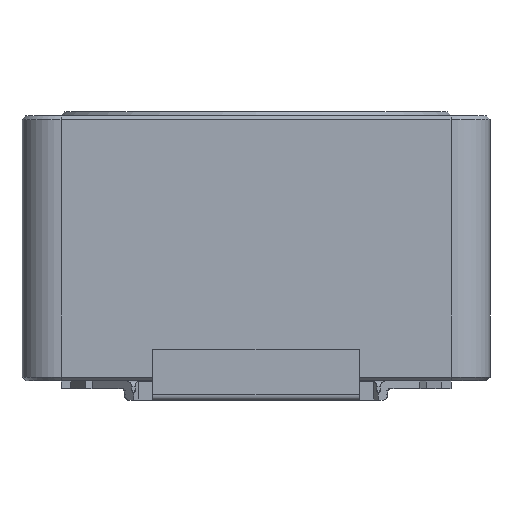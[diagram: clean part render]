
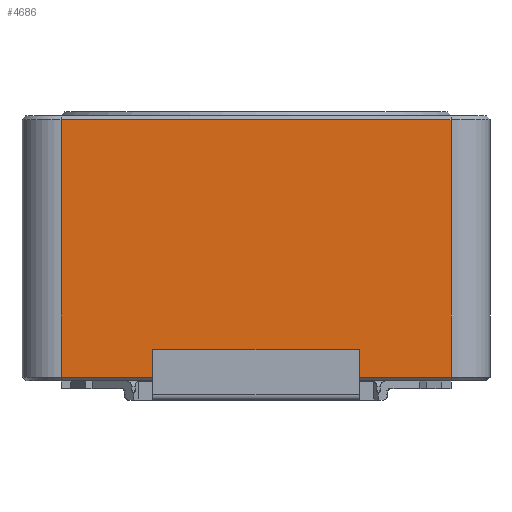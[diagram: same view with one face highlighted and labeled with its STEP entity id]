
A CAD part, front view. The second image highlights one B-rep face of the part: STEP entity #4686.
In plain terms, the highlighted face is planar.
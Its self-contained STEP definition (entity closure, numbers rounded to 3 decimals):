
#365=FACE_OUTER_BOUND('',#625,.T.);
#625=EDGE_LOOP('',(#2911,#2912,#2913,#2914,#2915,#2916,#2917,#2918));
#897=LINE('',#6714,#1349);
#898=LINE('',#6716,#1350);
#899=LINE('',#6718,#1351);
#900=LINE('',#6720,#1352);
#901=LINE('',#6722,#1353);
#902=LINE('',#6724,#1354);
#903=LINE('',#6726,#1355);
#904=LINE('',#6727,#1356);
#1349=VECTOR('',#5401,1.);
#1350=VECTOR('',#5402,1.);
#1351=VECTOR('',#5403,1.);
#1352=VECTOR('',#5404,1.);
#1353=VECTOR('',#5405,1.);
#1354=VECTOR('',#5406,1.);
#1355=VECTOR('',#5407,1.);
#1356=VECTOR('',#5408,1.);
#1801=VERTEX_POINT('',#6712);
#1802=VERTEX_POINT('',#6713);
#1803=VERTEX_POINT('',#6715);
#1804=VERTEX_POINT('',#6717);
#1805=VERTEX_POINT('',#6719);
#1806=VERTEX_POINT('',#6721);
#1807=VERTEX_POINT('',#6723);
#1808=VERTEX_POINT('',#6725);
#2234=EDGE_CURVE('',#1801,#1802,#897,.T.);
#2235=EDGE_CURVE('',#1801,#1803,#898,.T.);
#2236=EDGE_CURVE('',#1803,#1804,#899,.T.);
#2237=EDGE_CURVE('',#1805,#1804,#900,.T.);
#2238=EDGE_CURVE('',#1806,#1805,#901,.T.);
#2239=EDGE_CURVE('',#1807,#1806,#902,.T.);
#2240=EDGE_CURVE('',#1808,#1807,#903,.T.);
#2241=EDGE_CURVE('',#1802,#1808,#904,.T.);
#2911=ORIENTED_EDGE('',*,*,#2234,.F.);
#2912=ORIENTED_EDGE('',*,*,#2235,.T.);
#2913=ORIENTED_EDGE('',*,*,#2236,.T.);
#2914=ORIENTED_EDGE('',*,*,#2237,.F.);
#2915=ORIENTED_EDGE('',*,*,#2238,.F.);
#2916=ORIENTED_EDGE('',*,*,#2239,.F.);
#2917=ORIENTED_EDGE('',*,*,#2240,.F.);
#2918=ORIENTED_EDGE('',*,*,#2241,.F.);
#4265=PLANE('',#4966);
#4686=ADVANCED_FACE('',(#365),#4265,.T.);
#4966=AXIS2_PLACEMENT_3D('',#6711,#5399,#5400);
#5399=DIRECTION('center_axis',(-1.,0.,0.));
#5400=DIRECTION('ref_axis',(0.,1.,0.));
#5401=DIRECTION('',(0.,1.,0.));
#5402=DIRECTION('',(0.,0.,1.));
#5403=DIRECTION('',(0.,1.,0.));
#5404=DIRECTION('',(0.,0.,1.));
#5405=DIRECTION('',(0.,1.,0.));
#5406=DIRECTION('',(0.,0.,-1.));
#5407=DIRECTION('',(0.,1.,0.));
#5408=DIRECTION('',(0.,0.,1.));
#6711=CARTESIAN_POINT('Origin',(-6.,-5.,0.51));
#6712=CARTESIAN_POINT('',(-6.,-5.,0.61));
#6713=CARTESIAN_POINT('',(-6.,-2.65,0.61));
#6714=CARTESIAN_POINT('',(-6.,-5.,0.61));
#6715=CARTESIAN_POINT('',(-6.,-5.,7.21));
#6716=CARTESIAN_POINT('',(-6.,-5.,0.51));
#6717=CARTESIAN_POINT('',(-6.,5.,7.21));
#6718=CARTESIAN_POINT('',(-6.,-5.,7.21));
#6719=CARTESIAN_POINT('',(-6.,5.,0.61));
#6720=CARTESIAN_POINT('',(-6.,5.,0.51));
#6721=CARTESIAN_POINT('',(-6.,2.65,0.61));
#6722=CARTESIAN_POINT('',(-6.,-5.,0.61));
#6723=CARTESIAN_POINT('',(-6.,2.65,1.31));
#6724=CARTESIAN_POINT('',(-6.,2.65,0.51));
#6725=CARTESIAN_POINT('',(-6.,-2.65,1.31));
#6726=CARTESIAN_POINT('',(-6.,-1.175,1.31));
#6727=CARTESIAN_POINT('',(-6.,-2.65,0.91));
